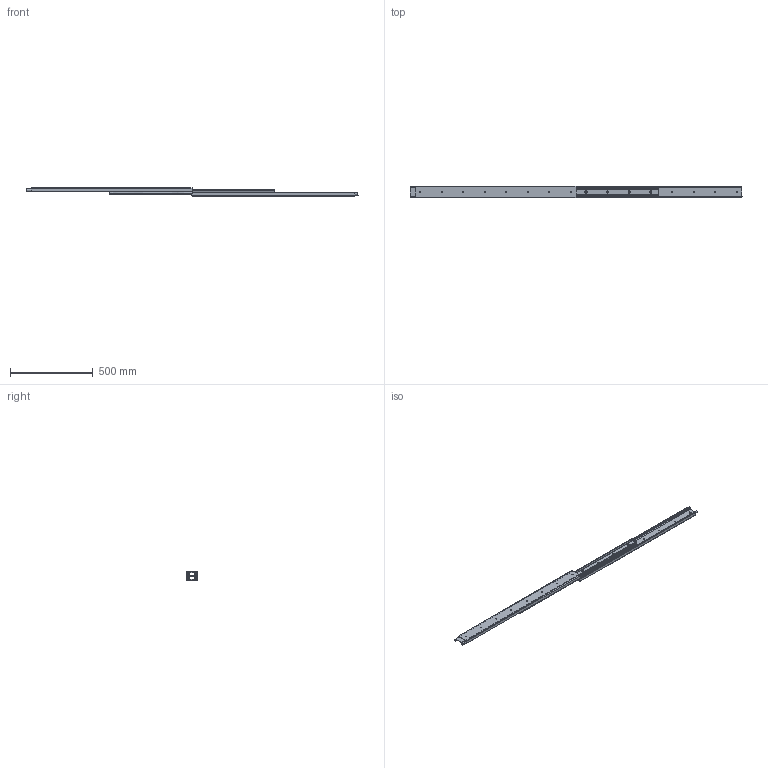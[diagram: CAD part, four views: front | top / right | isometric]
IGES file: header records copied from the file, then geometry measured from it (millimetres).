
Start section: SolidWorks IGES file using analytic representation for surfaces
Global section: file name: KC-353-JW.IGS,15; native system: HSolidWorks 2012; preprocessor: SolidWorks 2012; author: 1337yo; date: 150925.102204; units: millimetre
Bounding box: 2000 x 71.6 x 50 mm (x, y, z)
Surface area: 997062.6 mm2 (no closed solid volume)
Topology: 0 solids, 0 shells, 182 faces, 3988 edges, 3988 vertices
Faces by surface type: revolution 120, bspline 62
